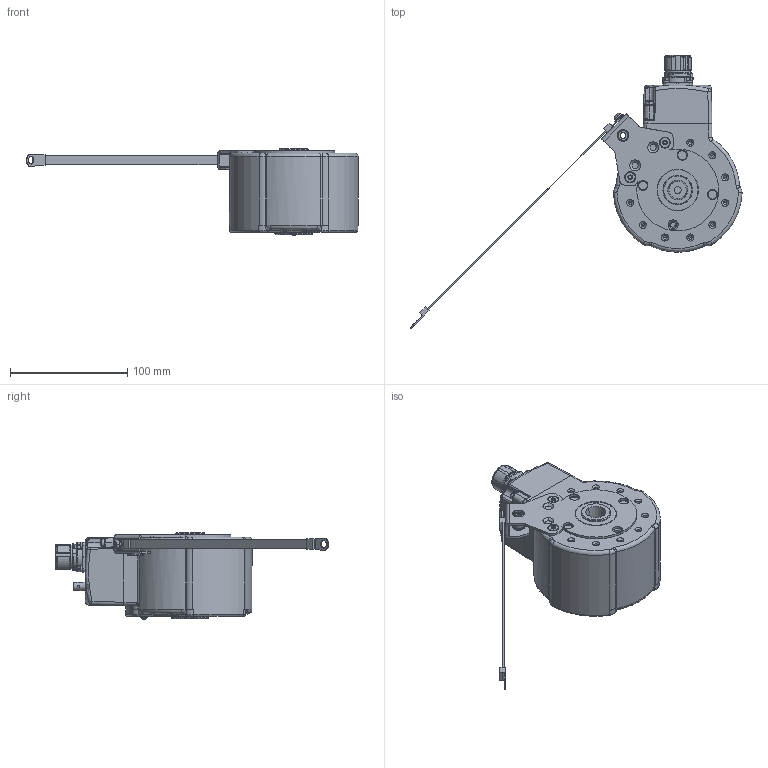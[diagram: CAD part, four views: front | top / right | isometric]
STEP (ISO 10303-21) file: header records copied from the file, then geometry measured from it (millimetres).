
FILE_DESCRIPTION((''),'2;1');
FILE_NAME('813394-K01_SW0002','2011-10-31T',('SE2994'),(''),'PRO/ENGINEER BY PARAMETRIC TECHNOLOGY CORPORATION, 2010180','PRO/ENGINEER BY PARAMETRIC TECHNOLOGY CORPORATION, 2010180','');
FILE_SCHEMA(('CONFIG_CONTROL_DESIGN','SHAPE_APPEARANCE_LAYERS_GROUPS'));
Length unit declared in the file: millimetre
Products named in the file (1): 813394-K01_SW0002
Bounding box: 283.69 x 233.54 x 73.5 mm (x, y, z)
Volume: 309567.6 mm3; surface area: 128407.7 mm2
Topology: 2 solids, 3 shells, 1638 faces, 3944 edges, 2376 vertices
Faces by surface type: cylinder 695, plane 405, torus 188, bspline 153, cone 130, sphere 54, revolution 11, extrusion 2
Entity records: 85551 total; most frequent: CARTESIAN_POINT 36336, DIRECTION 7943, ORIENTED_EDGE 7788, EDGE_CURVE 3894, AXIS2_PLACEMENT_3D 3328, VERTEX_POINT 2374, CIRCLE 1856, FILL_AREA_STYLE_COLOUR 1812
